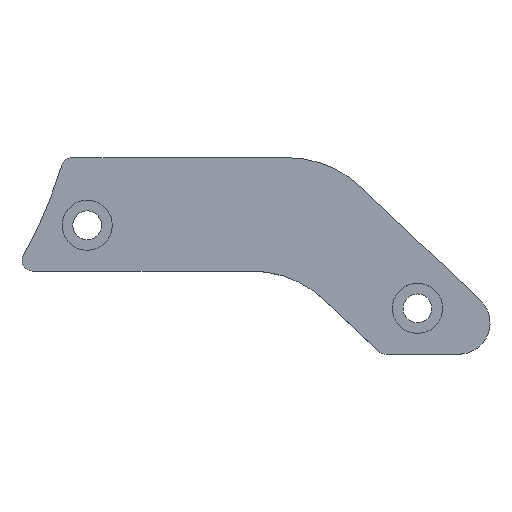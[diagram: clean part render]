
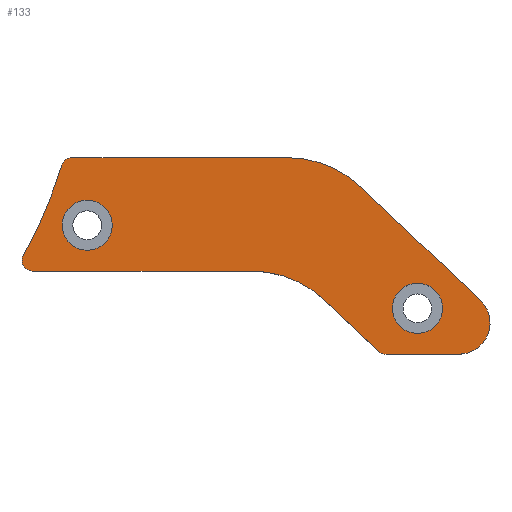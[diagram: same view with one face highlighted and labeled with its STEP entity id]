
A CAD part, top view. The second image highlights one B-rep face of the part: STEP entity #133.
In plain terms, the highlighted planar face has unit normal (0, 0, 1).
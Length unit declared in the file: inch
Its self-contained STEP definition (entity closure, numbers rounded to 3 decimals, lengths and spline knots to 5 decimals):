
#15 = ORIENTED_EDGE ( 'NONE', *, *, #149, .F. ) ;
#16 = ORIENTED_EDGE ( 'NONE', *, *, #107, .F. ) ;
#17 = EDGE_LOOP ( 'NONE', ( #412, #413 ) ) ;
#46 = EDGE_CURVE ( 'NONE', #68, #65, #384, .T. ) ;
#58 = EDGE_CURVE ( 'NONE', #74, #75, #426, .T. ) ;
#65 = VERTEX_POINT ( 'NONE', #585 ) ;
#67 = EDGE_CURVE ( 'NONE', #65, #68, #584, .T. ) ;
#68 = VERTEX_POINT ( 'NONE', #579 ) ;
#74 = VERTEX_POINT ( 'NONE', #573 ) ;
#75 = VERTEX_POINT ( 'NONE', #567 ) ;
#79 = VERTEX_POINT ( 'NONE', #561 ) ;
#80 = ORIENTED_EDGE ( 'NONE', *, *, #81, .T. ) ;
#81 = EDGE_CURVE ( 'NONE', #79, #82, #560, .T. ) ;
#82 = VERTEX_POINT ( 'NONE', #555 ) ;
#83 = ORIENTED_EDGE ( 'NONE', *, *, #84, .F. ) ;
#84 = EDGE_CURVE ( 'NONE', #124, #82, #554, .T. ) ;
#85 = ORIENTED_EDGE ( 'NONE', *, *, #122, .F. ) ;
#86 = EDGE_LOOP ( 'NONE', ( #15, #16 ) ) ;
#87 = ORIENTED_EDGE ( 'NONE', *, *, #88, .T. ) ;
#88 = EDGE_CURVE ( 'NONE', #294, #138, #550, .T. ) ;
#89 = ORIENTED_EDGE ( 'NONE', *, *, #90, .F. ) ;
#90 = EDGE_CURVE ( 'NONE', #91, #138, #545, .T. ) ;
#91 = VERTEX_POINT ( 'NONE', #541 ) ;
#92 = ORIENTED_EDGE ( 'NONE', *, *, #93, .F. ) ;
#93 = EDGE_CURVE ( 'NONE', #94, #91, #540, .T. ) ;
#94 = VERTEX_POINT ( 'NONE', #535 ) ;
#95 = ORIENTED_EDGE ( 'NONE', *, *, #96, .F. ) ;
#96 = EDGE_CURVE ( 'NONE', #75, #94, #534, .T. ) ;
#97 = ORIENTED_EDGE ( 'NONE', *, *, #58, .F. ) ;
#98 = ORIENTED_EDGE ( 'NONE', *, *, #99, .F. ) ;
#99 = EDGE_CURVE ( 'NONE', #150, #74, #530, .T. ) ;
#105 = VERTEX_POINT ( 'NONE', #602 ) ;
#107 = EDGE_CURVE ( 'NONE', #105, #108, #525, .T. ) ;
#108 = VERTEX_POINT ( 'NONE', #520 ) ;
#122 = EDGE_CURVE ( 'NONE', #123, #124, #498, .T. ) ;
#123 = VERTEX_POINT ( 'NONE', #455 ) ;
#124 = VERTEX_POINT ( 'NONE', #454 ) ;
#133 = ADVANCED_FACE ( 'NONE', ( #438, #437, #436 ), #435, .T. ) ;
#134 = EDGE_LOOP ( 'NONE', ( #135, #137, #87, #89, #92, #95, #97, #98, #151, #154, #80, #83, #85 ) ) ;
#135 = ORIENTED_EDGE ( 'NONE', *, *, #136, .F. ) ;
#136 = EDGE_CURVE ( 'NONE', #285, #123, #430, .T. ) ;
#137 = ORIENTED_EDGE ( 'NONE', *, *, #296, .T. ) ;
#138 = VERTEX_POINT ( 'NONE', #488 ) ;
#149 = EDGE_CURVE ( 'NONE', #108, #105, #471, .T. ) ;
#150 = VERTEX_POINT ( 'NONE', #466 ) ;
#151 = ORIENTED_EDGE ( 'NONE', *, *, #152, .T. ) ;
#152 = EDGE_CURVE ( 'NONE', #150, #153, #464, .T. ) ;
#153 = VERTEX_POINT ( 'NONE', #465 ) ;
#154 = ORIENTED_EDGE ( 'NONE', *, *, #155, .F. ) ;
#155 = EDGE_CURVE ( 'NONE', #79, #153, #601, .T. ) ;
#285 = VERTEX_POINT ( 'NONE', #797 ) ;
#294 = VERTEX_POINT ( 'NONE', #720 ) ;
#296 = EDGE_CURVE ( 'NONE', #285, #294, #718, .T. ) ;
#381 = DIRECTION ( 'NONE',  ( -1., 0., 0. ) ) ;
#382 = DIRECTION ( 'NONE',  ( 0., 0., 1. ) ) ;
#383 = AXIS2_PLACEMENT_3D ( 'NONE', #388, #382, #381 ) ;
#384 = CIRCLE ( 'NONE', #383, 0.1175 ) ;
#388 = CARTESIAN_POINT ( 'NONE',  ( -0.97384, -0.09252, 0. ) ) ;
#412 = ORIENTED_EDGE ( 'NONE', *, *, #46, .F. ) ;
#413 = ORIENTED_EDGE ( 'NONE', *, *, #67, .F. ) ;
#422 = DIRECTION ( 'NONE',  ( -1., 0., 0. ) ) ;
#423 = DIRECTION ( 'NONE',  ( 0., 0., -1. ) ) ;
#424 = CARTESIAN_POINT ( 'NONE',  ( 0.42712, -0.64753, 0. ) ) ;
#425 = AXIS2_PLACEMENT_3D ( 'NONE', #424, #423, #422 ) ;
#426 = CIRCLE ( 'NONE', #425, 0.05 ) ;
#430 = CIRCLE ( 'NONE', #492, 2.10252 ) ;
#431 = DIRECTION ( 'NONE',  ( -1., 0., 0. ) ) ;
#432 = DIRECTION ( 'NONE',  ( 0., 0., 1. ) ) ;
#433 = AXIS2_PLACEMENT_3D ( 'NONE', #434, #432, #431 ) ;
#434 = CARTESIAN_POINT ( 'NONE',  ( 0.76746, -0.55032, 0. ) ) ;
#435 = PLANE ( 'NONE',  #433 ) ;
#436 = FACE_BOUND ( 'NONE', #17, .T. ) ;
#437 = FACE_BOUND ( 'NONE', #86, .T. ) ;
#438 = FACE_OUTER_BOUND ( 'NONE', #134, .T. ) ;
#454 = CARTESIAN_POINT ( 'NONE',  ( -1.04534, 0.22419, 0. ) ) ;
#455 = CARTESIAN_POINT ( 'NONE',  ( -1.09319, 0.18868, 0. ) ) ;
#456 = DIRECTION ( 'NONE',  ( -1., 0., 0. ) ) ;
#457 = DIRECTION ( 'NONE',  ( 0., 0., -1. ) ) ;
#458 = CARTESIAN_POINT ( 'NONE',  ( -1.04534, 0.17419, 0. ) ) ;
#459 = AXIS2_PLACEMENT_3D ( 'NONE', #458, #457, #456 ) ;
#460 = DIRECTION ( 'NONE',  ( -1., 0., 0. ) ) ;
#461 = DIRECTION ( 'NONE',  ( 0., 0., 1. ) ) ;
#462 = CARTESIAN_POINT ( 'NONE',  ( 0.76746, -0.55032, 0. ) ) ;
#463 = AXIS2_PLACEMENT_3D ( 'NONE', #462, #461, #460 ) ;
#464 = CIRCLE ( 'NONE', #463, 0.1472 ) ;
#465 = CARTESIAN_POINT ( 'NONE',  ( 0.8687, -0.44345, 0. ) ) ;
#466 = CARTESIAN_POINT ( 'NONE',  ( 0.76746, -0.69753, 0. ) ) ;
#467 = DIRECTION ( 'NONE',  ( -1., 0., 0. ) ) ;
#468 = DIRECTION ( 'NONE',  ( 0., 0., 1. ) ) ;
#469 = CARTESIAN_POINT ( 'NONE',  ( 0.57453, -0.48209, 0. ) ) ;
#470 = AXIS2_PLACEMENT_3D ( 'NONE', #469, #468, #467 ) ;
#471 = CIRCLE ( 'NONE', #470, 0.1175 ) ;
#488 = CARTESIAN_POINT ( 'NONE',  ( -1.22944, -0.30741, 0. ) ) ;
#489 = DIRECTION ( 'NONE',  ( -1., 0., 0. ) ) ;
#490 = DIRECTION ( 'NONE',  ( 0., 0., 1. ) ) ;
#491 = CARTESIAN_POINT ( 'NONE',  ( -3.10551, 0.79792, 0. ) ) ;
#492 = AXIS2_PLACEMENT_3D ( 'NONE', #491, #490, #489 ) ;
#498 = CIRCLE ( 'NONE', #459, 0.05 ) ;
#520 = CARTESIAN_POINT ( 'NONE',  ( 0.45703, -0.48209, 0. ) ) ;
#521 = DIRECTION ( 'NONE',  ( -1., 0., 0. ) ) ;
#522 = DIRECTION ( 'NONE',  ( 0., 0., 1. ) ) ;
#523 = CARTESIAN_POINT ( 'NONE',  ( 0.57453, -0.48209, 0. ) ) ;
#524 = AXIS2_PLACEMENT_3D ( 'NONE', #523, #522, #521 ) ;
#525 = CIRCLE ( 'NONE', #524, 0.1175 ) ;
#527 = DIRECTION ( 'NONE',  ( -1., 0., 0. ) ) ;
#528 = VECTOR ( 'NONE', #527, 39.37008 ) ;
#529 = CARTESIAN_POINT ( 'NONE',  ( 0.40722, -0.69753, 0. ) ) ;
#530 = LINE ( 'NONE', #529, #528 ) ;
#531 = DIRECTION ( 'NONE',  ( -0.727, 0.687, 0. ) ) ;
#532 = VECTOR ( 'NONE', #531, 39.37008 ) ;
#533 = CARTESIAN_POINT ( 'NONE',  ( -0.00531, -0.30741, 0. ) ) ;
#534 = LINE ( 'NONE', #533, #532 ) ;
#535 = CARTESIAN_POINT ( 'NONE',  ( 0.13926, -0.44413, 0. ) ) ;
#536 = DIRECTION ( 'NONE',  ( 1., 0., 0. ) ) ;
#537 = DIRECTION ( 'NONE',  ( 0., 0., 1. ) ) ;
#538 = CARTESIAN_POINT ( 'NONE',  ( -0.20429, -0.80741, 0. ) ) ;
#539 = AXIS2_PLACEMENT_3D ( 'NONE', #538, #537, #536 ) ;
#540 = CIRCLE ( 'NONE', #539, 0.5 ) ;
#541 = CARTESIAN_POINT ( 'NONE',  ( -0.20429, -0.30741, 0. ) ) ;
#542 = DIRECTION ( 'NONE',  ( -1., 0., 0. ) ) ;
#543 = VECTOR ( 'NONE', #542, 39.37008 ) ;
#544 = CARTESIAN_POINT ( 'NONE',  ( -1.31698, -0.30741, 0. ) ) ;
#545 = LINE ( 'NONE', #544, #543 ) ;
#546 = DIRECTION ( 'NONE',  ( -1., 0., 0. ) ) ;
#547 = DIRECTION ( 'NONE',  ( 0., 0., 1. ) ) ;
#548 = CARTESIAN_POINT ( 'NONE',  ( -1.22944, -0.25741, 0. ) ) ;
#549 = AXIS2_PLACEMENT_3D ( 'NONE', #548, #547, #546 ) ;
#550 = CIRCLE ( 'NONE', #549, 0.05 ) ;
#551 = DIRECTION ( 'NONE',  ( 1., 0., 0. ) ) ;
#552 = VECTOR ( 'NONE', #551, 39.37008 ) ;
#553 = CARTESIAN_POINT ( 'NONE',  ( -1.08278, 0.22419, 0. ) ) ;
#554 = LINE ( 'NONE', #553, #552 ) ;
#555 = CARTESIAN_POINT ( 'NONE',  ( -0.03535, 0.22419, 0. ) ) ;
#556 = DIRECTION ( 'NONE',  ( -1., 0., 0. ) ) ;
#557 = DIRECTION ( 'NONE',  ( 0., 0., 1. ) ) ;
#558 = CARTESIAN_POINT ( 'NONE',  ( -0.03535, -0.27581, 0. ) ) ;
#559 = AXIS2_PLACEMENT_3D ( 'NONE', #558, #557, #556 ) ;
#560 = CIRCLE ( 'NONE', #559, 0.5 ) ;
#561 = CARTESIAN_POINT ( 'NONE',  ( 0.3085, 0.08719, 0. ) ) ;
#567 = CARTESIAN_POINT ( 'NONE',  ( 0.39276, -0.68386, 0. ) ) ;
#573 = CARTESIAN_POINT ( 'NONE',  ( 0.42712, -0.69753, 0. ) ) ;
#579 = CARTESIAN_POINT ( 'NONE',  ( -1.09134, -0.09252, 0. ) ) ;
#580 = DIRECTION ( 'NONE',  ( -1., 0., 0. ) ) ;
#581 = DIRECTION ( 'NONE',  ( 0., 0., 1. ) ) ;
#582 = CARTESIAN_POINT ( 'NONE',  ( -0.97384, -0.09252, 0. ) ) ;
#583 = AXIS2_PLACEMENT_3D ( 'NONE', #582, #581, #580 ) ;
#584 = CIRCLE ( 'NONE', #583, 0.1175 ) ;
#585 = CARTESIAN_POINT ( 'NONE',  ( -0.85634, -0.09252, 0. ) ) ;
#598 = DIRECTION ( 'NONE',  ( 0.726, -0.688, 0. ) ) ;
#599 = VECTOR ( 'NONE', #598, 39.37008 ) ;
#600 = CARTESIAN_POINT ( 'NONE',  ( 0.8687, -0.44345, 0. ) ) ;
#601 = LINE ( 'NONE', #600, #599 ) ;
#602 = CARTESIAN_POINT ( 'NONE',  ( 0.69203, -0.48209, 0. ) ) ;
#714 = DIRECTION ( 'NONE',  ( -1., 0., 0. ) ) ;
#715 = DIRECTION ( 'NONE',  ( 0., 0., 1. ) ) ;
#716 = CARTESIAN_POINT ( 'NONE',  ( -1.22944, -0.25741, 0. ) ) ;
#717 = AXIS2_PLACEMENT_3D ( 'NONE', #716, #715, #714 ) ;
#718 = CIRCLE ( 'NONE', #717, 0.05 ) ;
#720 = CARTESIAN_POINT ( 'NONE',  ( -1.27944, -0.25741, 0. ) ) ;
#797 = CARTESIAN_POINT ( 'NONE',  ( -1.27302, -0.23289, 0. ) ) ;
